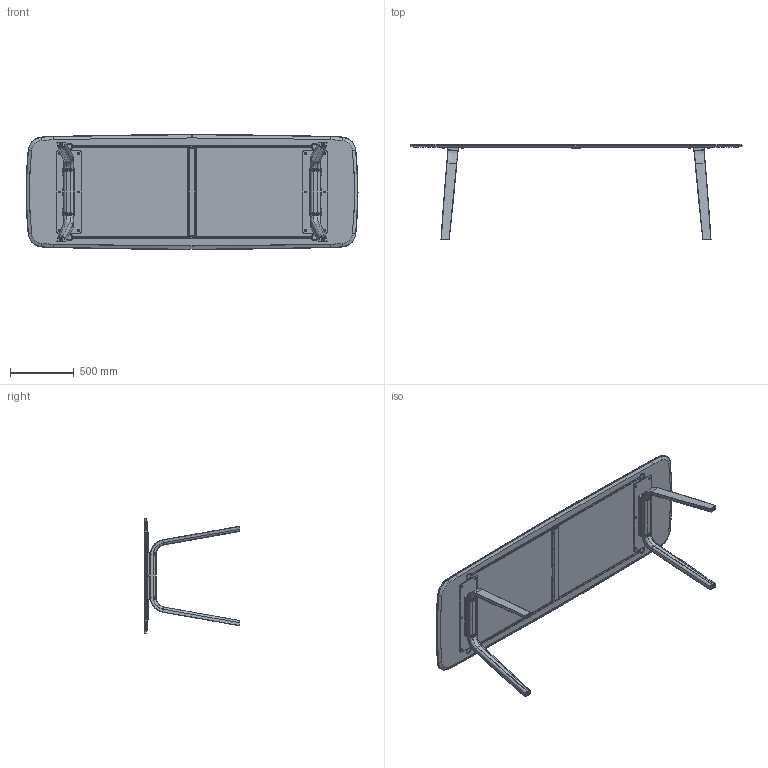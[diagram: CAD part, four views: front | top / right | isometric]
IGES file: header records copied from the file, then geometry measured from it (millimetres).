
Start section: SolidWorks IGES file using analytic representation for surfaces
Global section: file name: Essential Barrel 1 L2600 W900.IGS; native system: SolidWorks 2022; preprocessor: SolidWorks 2022; author: diederickp; date: 240125.100631; units: millimetre
Bounding box: 2599.81 x 749 x 900 mm (x, y, z)
Surface area: 5817945.5 mm2 (no closed solid volume)
Topology: 0 solids, 0 shells, 551 faces, 9610 edges, 9610 vertices
Faces by surface type: revolution 312, bspline 239
